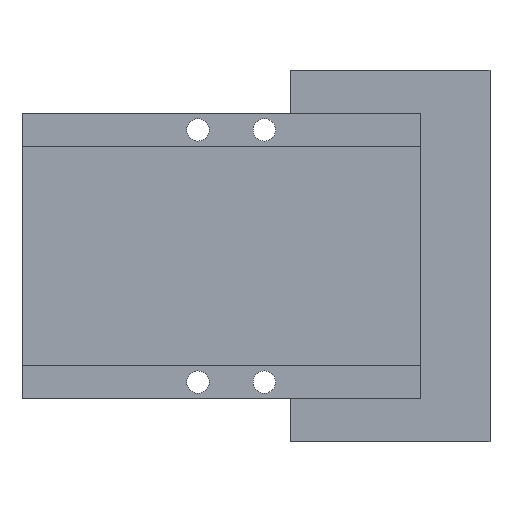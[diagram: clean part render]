
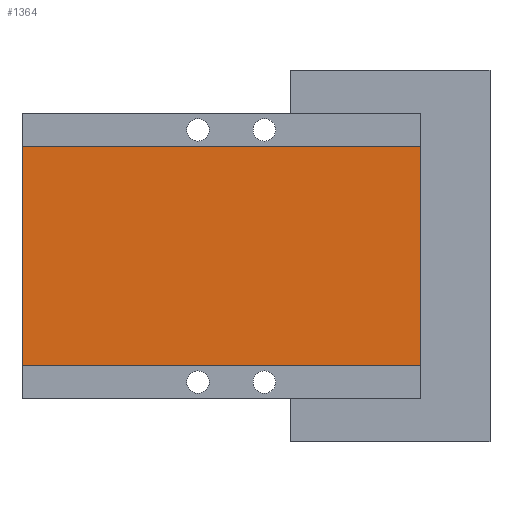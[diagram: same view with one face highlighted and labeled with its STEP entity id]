
A CAD part, front view. The second image highlights one B-rep face of the part: STEP entity #1364.
In plain terms, the highlighted planar face has unit normal (0, -1, 0).
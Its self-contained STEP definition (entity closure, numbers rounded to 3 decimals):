
#57 = EDGE_CURVE ( 'NONE', #486, #1877, #2066, .T. ) ;
#93 = LINE ( 'NONE', #458, #964 ) ;
#229 = VERTEX_POINT ( 'NONE', #1624 ) ;
#238 = EDGE_LOOP ( 'NONE', ( #2017, #1207, #401, #609 ) ) ;
#342 = EDGE_CURVE ( 'NONE', #229, #486, #1668, .T. ) ;
#374 = VERTEX_POINT ( 'NONE', #1990 ) ;
#401 = ORIENTED_EDGE ( 'NONE', *, *, #1416, .F. ) ;
#403 = DIRECTION ( 'NONE',  ( 1., 0., 0. ) ) ;
#436 = CARTESIAN_POINT ( 'NONE',  ( 0., 0., -5. ) ) ;
#458 = CARTESIAN_POINT ( 'NONE',  ( 0., 0., -38. ) ) ;
#486 = VERTEX_POINT ( 'NONE', #905 ) ;
#586 = PLANE ( 'NONE',  #1508 ) ;
#597 = DIRECTION ( 'NONE',  ( 0., -1., 0. ) ) ;
#609 = ORIENTED_EDGE ( 'NONE', *, *, #57, .F. ) ;
#798 = LINE ( 'NONE', #968, #1787 ) ;
#812 = DIRECTION ( 'NONE',  ( 0., 0., -1. ) ) ;
#905 = CARTESIAN_POINT ( 'NONE',  ( 0., 0., -5. ) ) ;
#964 = VECTOR ( 'NONE', #1062, 1000. ) ;
#968 = CARTESIAN_POINT ( 'NONE',  ( 60., 0., 0. ) ) ;
#1062 = DIRECTION ( 'NONE',  ( -1., 0., 0. ) ) ;
#1158 = CARTESIAN_POINT ( 'NONE',  ( 0., 0., 0. ) ) ;
#1207 = ORIENTED_EDGE ( 'NONE', *, *, #1323, .F. ) ;
#1252 = DIRECTION ( 'NONE',  ( 0., 0., -1. ) ) ;
#1323 = EDGE_CURVE ( 'NONE', #374, #229, #93, .T. ) ;
#1364 = ADVANCED_FACE ( 'NONE', ( #2068 ), #586, .T. ) ;
#1416 = EDGE_CURVE ( 'NONE', #1877, #374, #798, .T. ) ;
#1508 = AXIS2_PLACEMENT_3D ( 'NONE', #1895, #597, #1252 ) ;
#1607 = CARTESIAN_POINT ( 'NONE',  ( 60., 0., -5. ) ) ;
#1624 = CARTESIAN_POINT ( 'NONE',  ( 0., 0., -38. ) ) ;
#1668 = LINE ( 'NONE', #1158, #1722 ) ;
#1722 = VECTOR ( 'NONE', #2012, 1000. ) ;
#1787 = VECTOR ( 'NONE', #812, 1000. ) ;
#1877 = VERTEX_POINT ( 'NONE', #1607 ) ;
#1895 = CARTESIAN_POINT ( 'NONE',  ( 0., 0., 0. ) ) ;
#1990 = CARTESIAN_POINT ( 'NONE',  ( 60., 0., -38. ) ) ;
#2012 = DIRECTION ( 'NONE',  ( 0., 0., 1. ) ) ;
#2017 = ORIENTED_EDGE ( 'NONE', *, *, #342, .F. ) ;
#2066 = LINE ( 'NONE', #436, #2108 ) ;
#2068 = FACE_OUTER_BOUND ( 'NONE', #238, .T. ) ;
#2108 = VECTOR ( 'NONE', #403, 1000. ) ;
